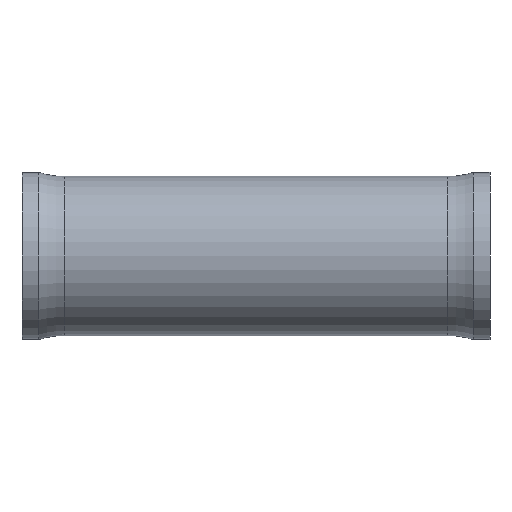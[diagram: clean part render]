
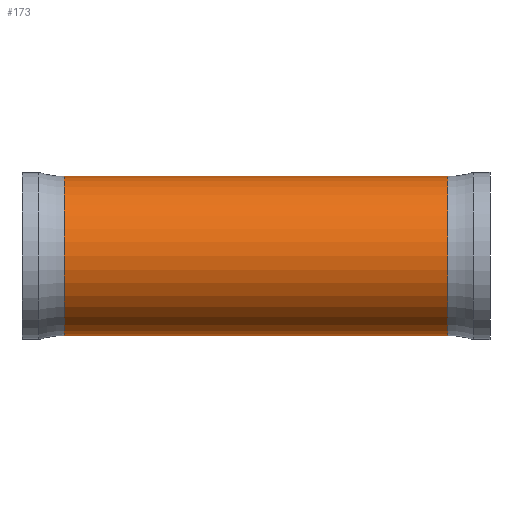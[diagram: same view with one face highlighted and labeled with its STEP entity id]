
A CAD part, left-side view. The second image highlights one B-rep face of the part: STEP entity #173.
In plain terms, the highlighted cylindrical face has radius 23.812 mm (diameter 47.625 mm), a partial arc.
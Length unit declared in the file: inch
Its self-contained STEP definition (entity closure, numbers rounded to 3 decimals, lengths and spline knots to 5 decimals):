
#54 = CARTESIAN_POINT ( 'NONE',  ( 0., 5.49933, 0.9375 ) ) ;
#56 = DIRECTION ( 'NONE',  ( 0., 1., 0. ) ) ;
#77 = DIRECTION ( 'NONE',  ( 0., 1., 0. ) ) ;
#83 = CIRCLE ( 'NONE', #277, 0.9375 ) ;
#104 = AXIS2_PLACEMENT_3D ( 'NONE', #496, #498, #413 ) ;
#107 = CIRCLE ( 'NONE', #104, 0.9375 ) ;
#111 = CARTESIAN_POINT ( 'NONE',  ( 0., 0.49839, 0. ) ) ;
#112 = DIRECTION ( 'NONE',  ( 0., 0., 1. ) ) ;
#119 = DIRECTION ( 'NONE',  ( 0., 1., 0. ) ) ;
#138 = CARTESIAN_POINT ( 'NONE',  ( 0., 5.01342, 0.9375 ) ) ;
#158 = EDGE_LOOP ( 'NONE', ( #373, #316, #313, #308 ) ) ;
#160 = VERTEX_POINT ( 'NONE', #138 ) ;
#167 = CARTESIAN_POINT ( 'NONE',  ( 0., 5.49933, 0. ) ) ;
#172 = DIRECTION ( 'NONE',  ( 0., 0., 1. ) ) ;
#173 = ADVANCED_FACE ( 'NONE', ( #290 ), #505, .T. ) ;
#210 = CARTESIAN_POINT ( 'NONE',  ( 0., 5.49933, -0.9375 ) ) ;
#213 = VECTOR ( 'NONE', #77, 39.37008 ) ;
#214 = DIRECTION ( 'NONE',  ( 0., 1., 0. ) ) ;
#216 = LINE ( 'NONE', #54, #213 ) ;
#218 = EDGE_CURVE ( 'NONE', #609, #565, #294, .T. ) ;
#253 = CARTESIAN_POINT ( 'NONE',  ( 0., 5.01342, -0.9375 ) ) ;
#277 = AXIS2_PLACEMENT_3D ( 'NONE', #111, #56, #112 ) ;
#290 = FACE_OUTER_BOUND ( 'NONE', #158, .T. ) ;
#294 = LINE ( 'NONE', #210, #388 ) ;
#308 = ORIENTED_EDGE ( 'NONE', *, *, #564, .F. ) ;
#313 = ORIENTED_EDGE ( 'NONE', *, *, #484, .T. ) ;
#316 = ORIENTED_EDGE ( 'NONE', *, *, #591, .T. ) ;
#373 = ORIENTED_EDGE ( 'NONE', *, *, #218, .F. ) ;
#377 = CARTESIAN_POINT ( 'NONE',  ( 0., 0.49839, 0.9375 ) ) ;
#387 = CARTESIAN_POINT ( 'NONE',  ( 0., 0.49839, -0.9375 ) ) ;
#388 = VECTOR ( 'NONE', #214, 39.37008 ) ;
#413 = DIRECTION ( 'NONE',  ( 0., 0., 1. ) ) ;
#484 = EDGE_CURVE ( 'NONE', #529, #160, #216, .T. ) ;
#496 = CARTESIAN_POINT ( 'NONE',  ( 0., 5.01342, 0. ) ) ;
#498 = DIRECTION ( 'NONE',  ( 0., 1., 0. ) ) ;
#505 = CYLINDRICAL_SURFACE ( 'NONE', #593, 0.9375 ) ;
#529 = VERTEX_POINT ( 'NONE', #377 ) ;
#564 = EDGE_CURVE ( 'NONE', #565, #160, #107, .T. ) ;
#565 = VERTEX_POINT ( 'NONE', #253 ) ;
#591 = EDGE_CURVE ( 'NONE', #609, #529, #83, .T. ) ;
#593 = AXIS2_PLACEMENT_3D ( 'NONE', #167, #119, #172 ) ;
#609 = VERTEX_POINT ( 'NONE', #387 ) ;
